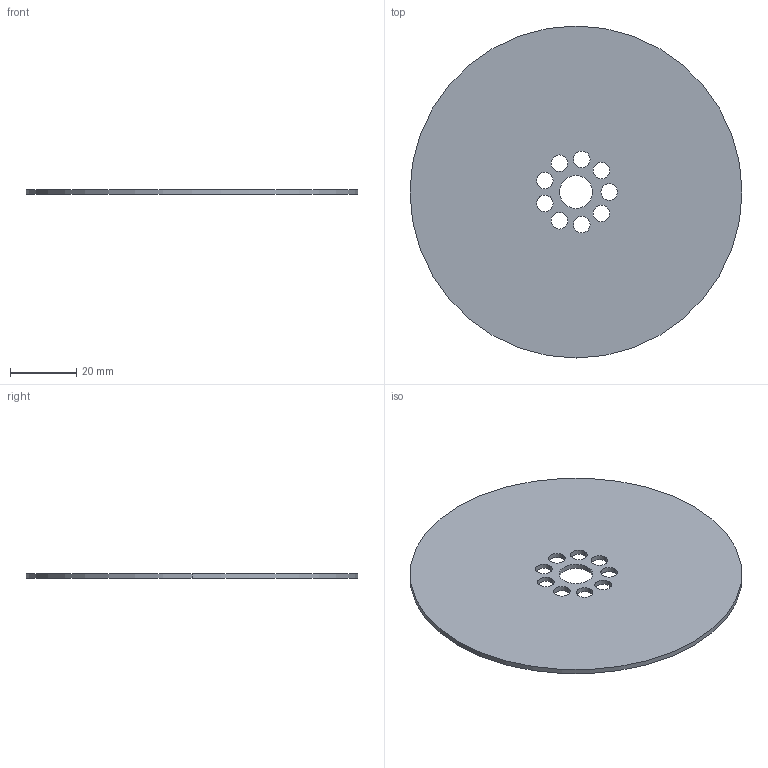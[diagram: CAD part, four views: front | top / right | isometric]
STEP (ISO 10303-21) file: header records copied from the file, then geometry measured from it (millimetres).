
FILE_DESCRIPTION(/* description */ ('VariCAD 2019-1.04 AP-214'),/* implementation_level */ '2;1');
FILE_NAME(/* name */ 'disk.stp',/* time_stamp */ '2019-01-21T17:44:35-05:00',/* author */ (''),/* organization */ (''),/* preprocessor_version */ 'VariCAD 2019-1.04',/* originating_system */ 'VariCAD 2019-1.04; kernel version (20180118)',/* authorisation */ '');
FILE_SCHEMA(('AUTOMOTIVE_DESIGN'));
Length unit declared in the file: millimetre
Products named in the file (2): disk
Assembly tree (1 placements, depth 2):
  disk
    (unnamed)
Bounding box: 100 x 100 x 1.5 mm (x, y, z)
Volume: 11398.1 mm3; surface area: 15927.9 mm2
Topology: 1 solids, 1 shells, 24 faces, 66 edges, 44 vertices
Faces by surface type: cylinder 22, plane 2
Entity records: 888 total; most frequent: DIRECTION 166, CARTESIAN_POINT 138, ORIENTED_EDGE 132, AXIS2_PLACEMENT_3D 72, EDGE_CURVE 66, EDGE_LOOP 44, CIRCLE 44, VERTEX_POINT 44
